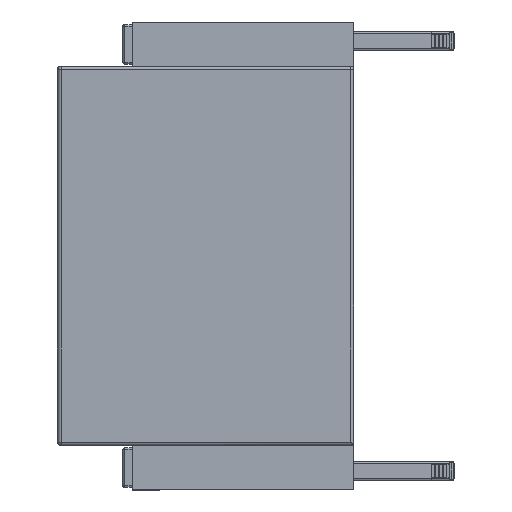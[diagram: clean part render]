
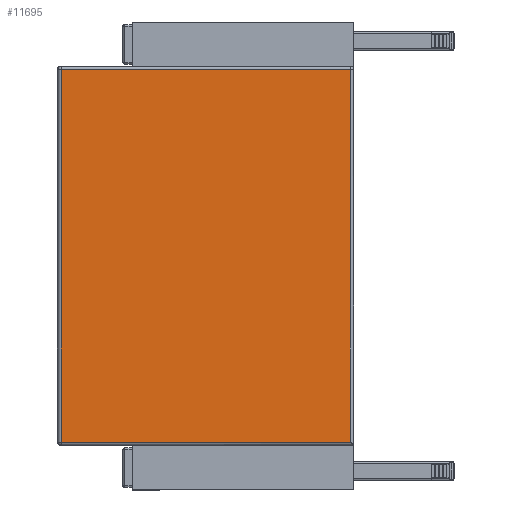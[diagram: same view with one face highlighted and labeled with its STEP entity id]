
A CAD part, left-side view. The second image highlights one B-rep face of the part: STEP entity #11695.
In plain terms, the highlighted planar face has unit normal (-1, 0, 0).
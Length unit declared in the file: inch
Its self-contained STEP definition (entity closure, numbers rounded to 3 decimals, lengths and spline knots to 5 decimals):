
#2337=FACE_OUTER_BOUND('',#3220,.T.);
#3220=EDGE_LOOP('',(#9460,#9461,#9462,#9463));
#4131=LINE('',#24077,#4793);
#4136=LINE('',#24155,#4798);
#4137=LINE('',#24157,#4799);
#4138=LINE('',#24158,#4800);
#4793=VECTOR('',#15426,22.89664);
#4798=VECTOR('',#15483,29.5);
#4799=VECTOR('',#15484,22.89664);
#4800=VECTOR('',#15485,29.5);
#5488=VERTEX_POINT('',#24070);
#5491=VERTEX_POINT('',#24075);
#5505=VERTEX_POINT('',#24154);
#5506=VERTEX_POINT('',#24156);
#6810=EDGE_CURVE('',#5491,#5488,#4131,.T.);
#6834=EDGE_CURVE('',#5505,#5491,#4136,.T.);
#6835=EDGE_CURVE('',#5506,#5505,#4137,.T.);
#6836=EDGE_CURVE('',#5488,#5506,#4138,.T.);
#9460=ORIENTED_EDGE('',*,*,#6810,.F.);
#9461=ORIENTED_EDGE('',*,*,#6834,.F.);
#9462=ORIENTED_EDGE('',*,*,#6835,.F.);
#9463=ORIENTED_EDGE('',*,*,#6836,.F.);
#11246=PLANE('',#12870);
#11695=ADVANCED_FACE('',(#2337),#11246,.T.);
#12870=AXIS2_PLACEMENT_3D('',#24153,#15481,#15482);
#15426=DIRECTION('',(0.,-1.,0.));
#15481=DIRECTION('center_axis',(-1.,0.,0.));
#15482=DIRECTION('ref_axis',(0.,1.,0.));
#15483=DIRECTION('',(0.,0.,1.));
#15484=DIRECTION('',(0.,1.,0.));
#15485=DIRECTION('',(0.,0.,-1.));
#24070=CARTESIAN_POINT('',(-13.5,-8.125,5.625));
#24075=CARTESIAN_POINT('',(-13.5,14.77164,5.625));
#24077=CARTESIAN_POINT('',(-13.5,-3.25967,5.625));
#24153=CARTESIAN_POINT('Origin',(-13.5,-8.5,-1.625));
#24154=CARTESIAN_POINT('',(-13.5,14.77164,-23.875));
#24155=CARTESIAN_POINT('',(-13.5,14.77164,-1.625));
#24156=CARTESIAN_POINT('',(-13.5,-8.125,-23.875));
#24157=CARTESIAN_POINT('',(-13.5,-3.25967,-23.875));
#24158=CARTESIAN_POINT('',(-13.5,-8.125,-13.05025));
